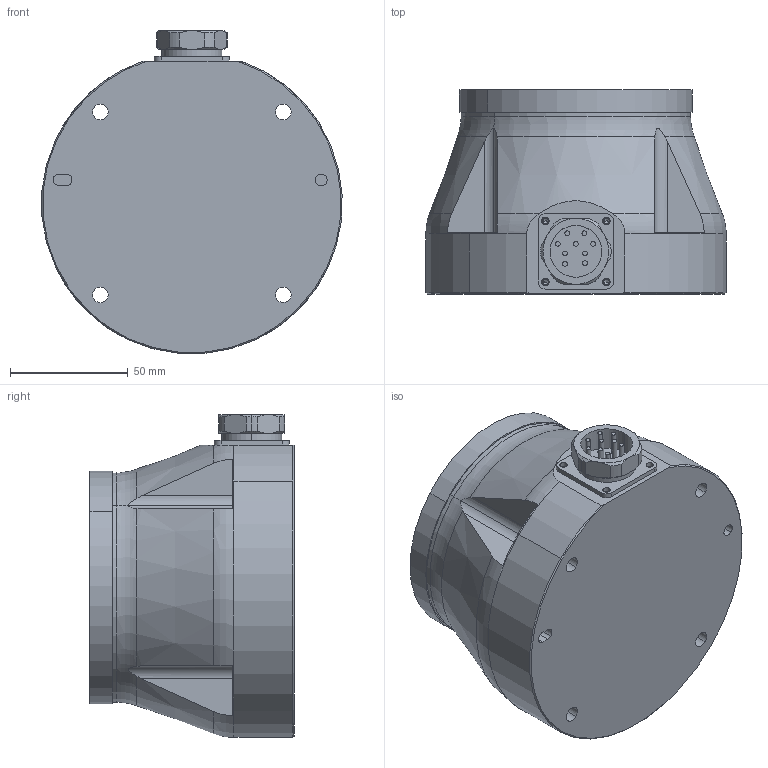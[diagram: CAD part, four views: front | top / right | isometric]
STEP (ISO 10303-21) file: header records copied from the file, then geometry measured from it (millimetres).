
FILE_DESCRIPTION (( 'STEP AP203' ), '1' );
FILE_NAME ('BaseBracket_默认_sldprt.STEP', '2020-03-25T02:50:09', ( '' ), ( '' ), 'SwSTEP 2.0', 'SolidWorks 2019', '' );
FILE_SCHEMA (( 'CONFIG_CONTROL_DESIGN' ));
Length unit declared in the file: millimetre
Products named in the file (1): BaseBracket_默认_sldprt
Bounding box: 127.68 x 86.8 x 137.29 mm (x, y, z)
Volume: 552213.8 mm3; surface area: 90519.1 mm2
Topology: 3 solids, 3 shells, 278 faces, 679 edges, 431 vertices
Faces by surface type: cylinder 159, plane 69, cone 41, torus 9
Entity records: 10343 total; most frequent: CARTESIAN_POINT 3661, DIRECTION 1397, ORIENTED_EDGE 1334, EDGE_CURVE 667, AXIS2_PLACEMENT_3D 584, VERTEX_POINT 431, EDGE_LOOP 366, CIRCLE 305
